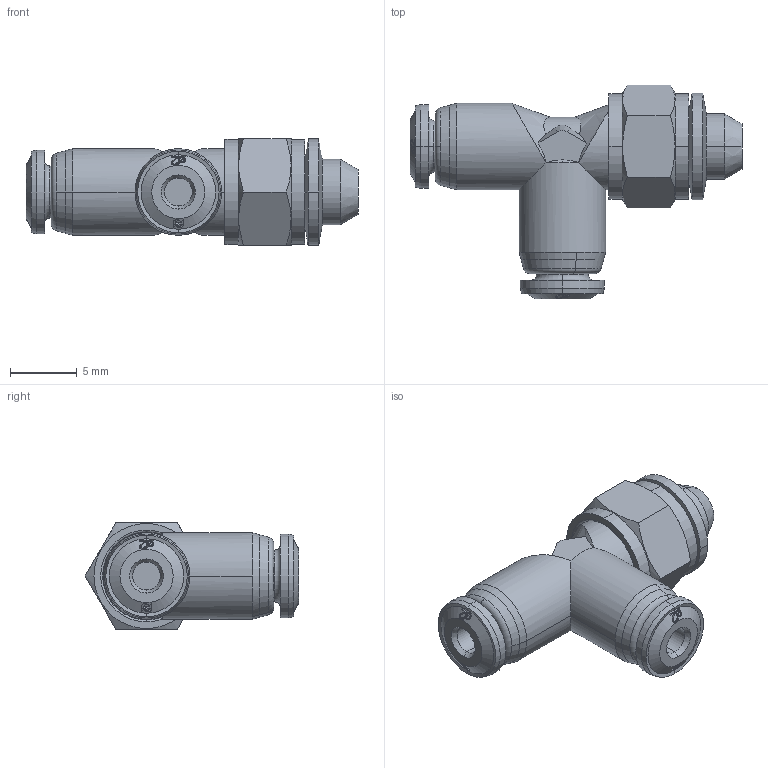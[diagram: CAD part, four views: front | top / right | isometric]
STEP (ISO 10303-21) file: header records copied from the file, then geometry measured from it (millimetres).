
FILE_DESCRIPTION (( 'STEP AP214' ), '1' );
FILE_NAME ('5622500002.step', '2012-10-22T17:00:47', ( '' ), ( '' ), 'SwSTEP 2.0', 'SolidWorks 2012', '' );
FILE_SCHEMA (( 'AUTOMOTIVE_DESIGN' ));
Length unit declared in the file: millimetre
Products named in the file (1): 5622500002
Bounding box: 24.95 x 16.07 x 8 mm (x, y, z)
Volume: 1082 mm3; surface area: 1029.8 mm2
Topology: 2 solids, 2 shells, 254 faces, 661 edges, 429 vertices
Faces by surface type: bspline 106, cone 63, cylinder 38, plane 33, torus 14
Entity records: 14198 total; most frequent: CARTESIAN_POINT 6110, ORIENTED_EDGE 1322, DIRECTION 712, EDGE_CURVE 661, VERTEX_POINT 429, B_SPLINE_CURVE_WITH_KNOTS 392, AXIS2_PLACEMENT_3D 302, EDGE_LOOP 274
